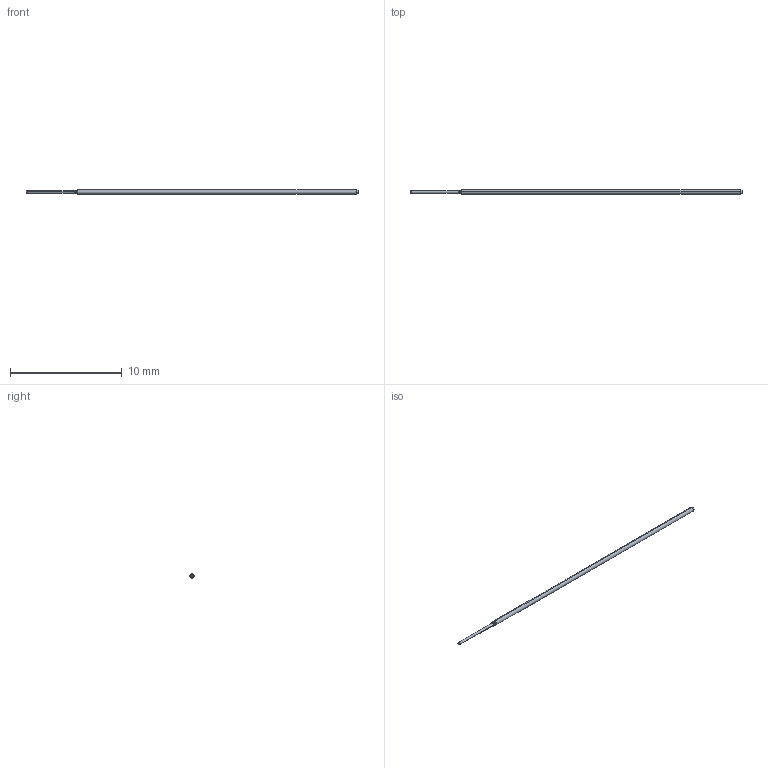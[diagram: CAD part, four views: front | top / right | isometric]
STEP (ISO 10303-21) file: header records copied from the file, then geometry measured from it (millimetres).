
FILE_DESCRIPTION (( 'STEP AP214' ), '1' );
FILE_NAME ('025-PR_1640_-S.STEP', '2016-03-29T19:12:26', ( 'spare' ), ( '' ), 'SwSTEP 2.0', 'SolidWorks 2016', '' );
FILE_SCHEMA (( 'AUTOMOTIVE_DESIGN' ));
Length unit declared in the file: inch
Products named in the file (1): 025-PR_1640_-S
Bounding box: 29.71 x 0.41 x 0.41 mm (x, y, z)
Volume: 3.5 mm3; surface area: 35.6 mm2
Topology: 1 solids, 1 shells, 16 faces, 38 edges, 21 vertices
Faces by surface type: cylinder 6, sphere 4, cone 4, plane 2
Entity records: 690 total; most frequent: DIRECTION 92, CARTESIAN_POINT 72, ORIENTED_EDGE 68, AXIS2_PLACEMENT_3D 41, EDGE_CURVE 34, CIRCLE 24, VERTEX_POINT 21, UNCERTAINTY_MEASURE_WITH_UNIT 19
